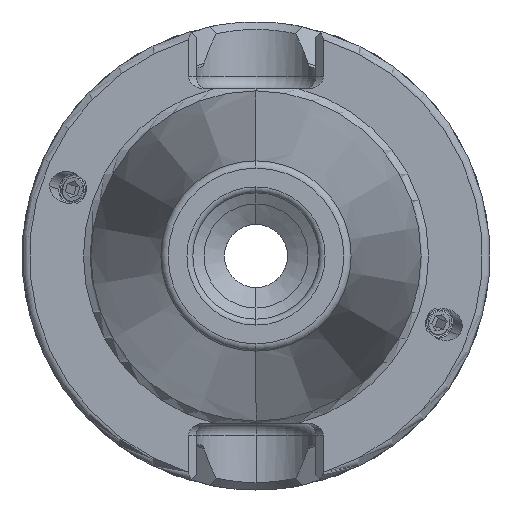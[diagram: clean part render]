
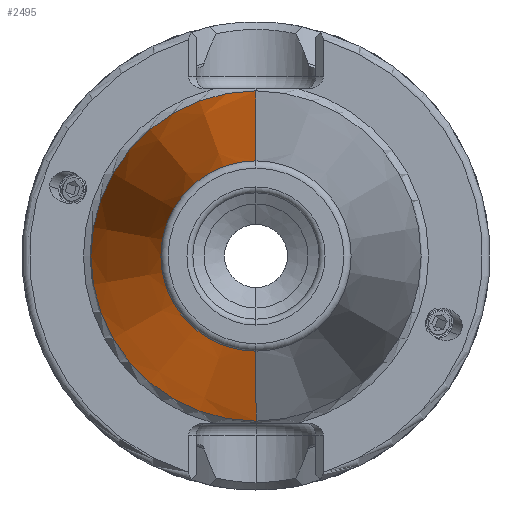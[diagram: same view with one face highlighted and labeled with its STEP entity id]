
A CAD part, left-side view. The second image highlights one B-rep face of the part: STEP entity #2495.
In plain terms, the highlighted conical face has half-angle 8.297 degrees and reference radius 22.225 mm.
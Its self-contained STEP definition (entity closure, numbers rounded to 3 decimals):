
#36 = CARTESIAN_POINT ( 'NONE',  ( 0., 0., 0. ) ) ;
#426 = CARTESIAN_POINT ( 'NONE',  ( 0., 0., -22.225 ) ) ;
#624 = DIRECTION ( 'NONE',  ( 0., 0., 1. ) ) ;
#1147 = VECTOR ( 'NONE', #6065, 1000. ) ;
#1217 = VERTEX_POINT ( 'NONE', #426 ) ;
#1385 = DIRECTION ( 'NONE',  ( 0., 0., 1. ) ) ;
#1521 = AXIS2_PLACEMENT_3D ( 'NONE', #1750, #1842, #1385 ) ;
#1570 = CARTESIAN_POINT ( 'NONE',  ( -64.544, 0., 12.812 ) ) ;
#1750 = CARTESIAN_POINT ( 'NONE',  ( -64.544, 0., 0. ) ) ;
#1760 = VERTEX_POINT ( 'NONE', #7078 ) ;
#1842 = DIRECTION ( 'NONE',  ( -1., 0., 0. ) ) ;
#2356 = EDGE_CURVE ( 'NONE', #3133, #4188, #4625, .T. ) ;
#2370 = DIRECTION ( 'NONE',  ( 0., 0., -1. ) ) ;
#2423 = CARTESIAN_POINT ( 'NONE',  ( 0., 0., 0. ) ) ;
#2495 = ADVANCED_FACE ( 'NONE', ( #2777 ), #5395, .T. ) ;
#2552 = ORIENTED_EDGE ( 'NONE', *, *, #5026, .T. ) ;
#2675 = LINE ( 'NONE', #6601, #1147 ) ;
#2777 = FACE_OUTER_BOUND ( 'NONE', #6300, .T. ) ;
#3079 = ORIENTED_EDGE ( 'NONE', *, *, #3955, .F. ) ;
#3133 = VERTEX_POINT ( 'NONE', #1570 ) ;
#3184 = VECTOR ( 'NONE', #6501, 1000. ) ;
#3371 = LINE ( 'NONE', #5937, #3184 ) ;
#3380 = ORIENTED_EDGE ( 'NONE', *, *, #4099, .T. ) ;
#3474 = DIRECTION ( 'NONE',  ( 1., 0., 0. ) ) ;
#3955 = EDGE_CURVE ( 'NONE', #4188, #1217, #3371, .T. ) ;
#4033 = DIRECTION ( 'NONE',  ( -1., 0., 0. ) ) ;
#4099 = EDGE_CURVE ( 'NONE', #3133, #1760, #2675, .T. ) ;
#4188 = VERTEX_POINT ( 'NONE', #7231 ) ;
#4557 = AXIS2_PLACEMENT_3D ( 'NONE', #2423, #3474, #2370 ) ;
#4625 = CIRCLE ( 'NONE', #1521, 12.812 ) ;
#5026 = EDGE_CURVE ( 'NONE', #1760, #1217, #5368, .T. ) ;
#5368 = CIRCLE ( 'NONE', #6076, 22.225 ) ;
#5395 = CONICAL_SURFACE ( 'NONE', #4557, 22.225, 0.145 ) ;
#5937 = CARTESIAN_POINT ( 'NONE',  ( 0., 0., -22.225 ) ) ;
#6065 = DIRECTION ( 'NONE',  ( 0.99, 0., 0.144 ) ) ;
#6076 = AXIS2_PLACEMENT_3D ( 'NONE', #36, #4033, #624 ) ;
#6300 = EDGE_LOOP ( 'NONE', ( #7170, #3380, #2552, #3079 ) ) ;
#6501 = DIRECTION ( 'NONE',  ( 0.99, 0., -0.144 ) ) ;
#6601 = CARTESIAN_POINT ( 'NONE',  ( 0., 0., 22.225 ) ) ;
#7078 = CARTESIAN_POINT ( 'NONE',  ( 0., 0., 22.225 ) ) ;
#7170 = ORIENTED_EDGE ( 'NONE', *, *, #2356, .F. ) ;
#7231 = CARTESIAN_POINT ( 'NONE',  ( -64.544, 0., -12.812 ) ) ;
